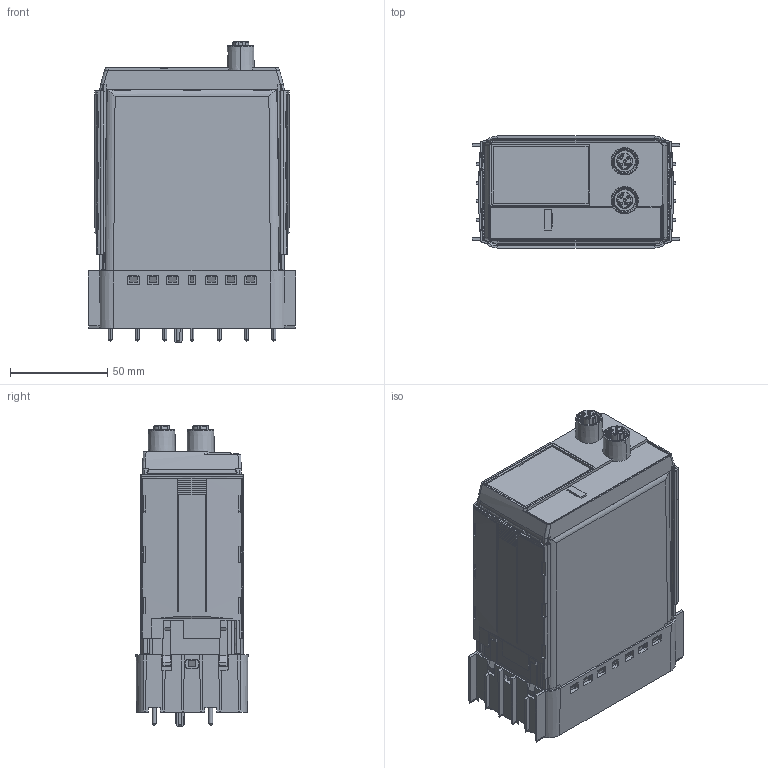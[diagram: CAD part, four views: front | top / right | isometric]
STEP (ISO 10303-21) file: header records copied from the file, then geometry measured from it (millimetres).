
FILE_DESCRIPTION((''),'2;1');
FILE_NAME('ASM0004_ASM','2015-09-08T',('Creinig-se'),(''),'PRO/ENGINEER BY PARAMETRIC TECHNOLOGY CORPORATION, 2013050','PRO/ENGINEER BY PARAMETRIC TECHNOLOGY CORPORATION, 2013050','');
FILE_SCHEMA(('CONFIG_CONTROL_DESIGN'));
Products named in the file (3): DM_CAD-2168_SW0001; DM_CAD-2168_CAP_WIDE__SW0001; ASM0004_ASM
Assembly tree (2 placements, depth 2):
  ASM0004_ASM
    DM_CAD-2168_SW0001
    DM_CAD-2168_CAP_WIDE__SW0001
Bounding box: 106.62 x 57.5 x 154 mm (x, y, z)
Volume: 639480.1 mm3; surface area: 110712.9 mm2
Topology: 2 solids, 2 shells, 3053 faces, 8661 edges, 5606 vertices
Faces by surface type: plane 1923, cylinder 638, cone 204, bspline 174, torus 74, sphere 28, extrusion 12
Entity records: 134873 total; most frequent: CARTESIAN_POINT 37369, ORIENTED_EDGE 17266, DIRECTION 13562, EDGE_CURVE 8633, VECTOR 5722, LINE 5710, VERTEX_POINT 5606, AXIS2_PLACEMENT_3D 3920
